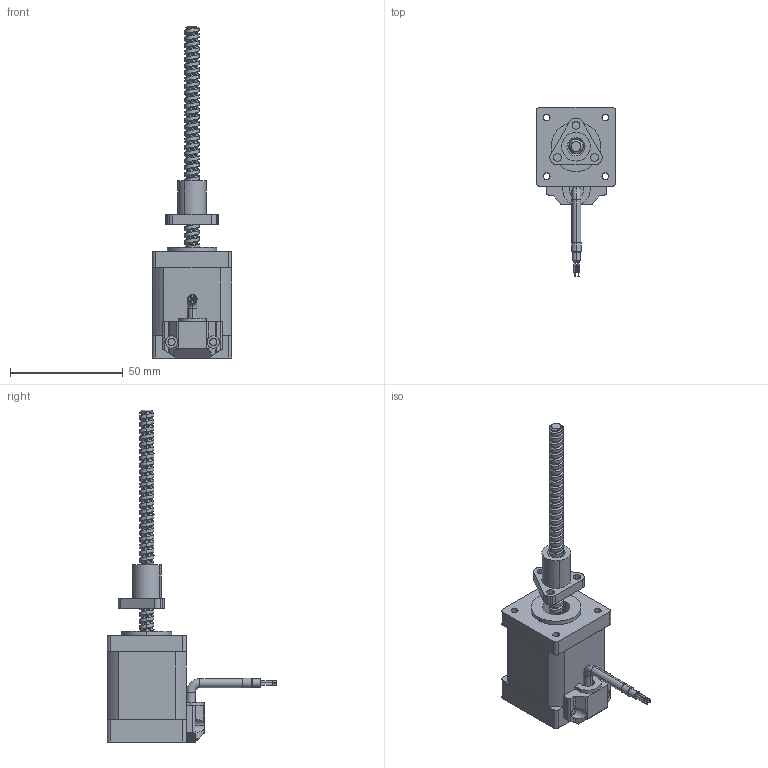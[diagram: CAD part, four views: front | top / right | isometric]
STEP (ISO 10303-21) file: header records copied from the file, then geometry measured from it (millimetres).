
FILE_DESCRIPTION (( 'STEP AP214' ), '1' );
FILE_NAME ('35E247-S5.08-1504-L100-XXX.STEP', '2023-06-09T00:59:37', ( 'MM' ), ( 'Microsoft' ), 'SwSTEP 2.0', 'SolidWorks 2020', '' );
FILE_SCHEMA (( 'AUTOMOTIVE_DESIGN' ));
Length unit declared in the file: millimetre
Products named in the file (1): 35E247-S5.08-1504-L100-XXX
Bounding box: 35 x 75 x 147 mm (x, y, z)
Volume: 57915 mm3; surface area: 19755.2 mm2
Topology: 5 solids, 5 shells, 260 faces, 715 edges, 472 vertices
Faces by surface type: cylinder 177, plane 68, cone 6, torus 6, bspline 3
Entity records: 22527 total; most frequent: CARTESIAN_POINT 15633, ORIENTED_EDGE 1430, DIRECTION 1315, EDGE_CURVE 715, AXIS2_PLACEMENT_3D 503, VERTEX_POINT 472, LINE 309, VECTOR 309
